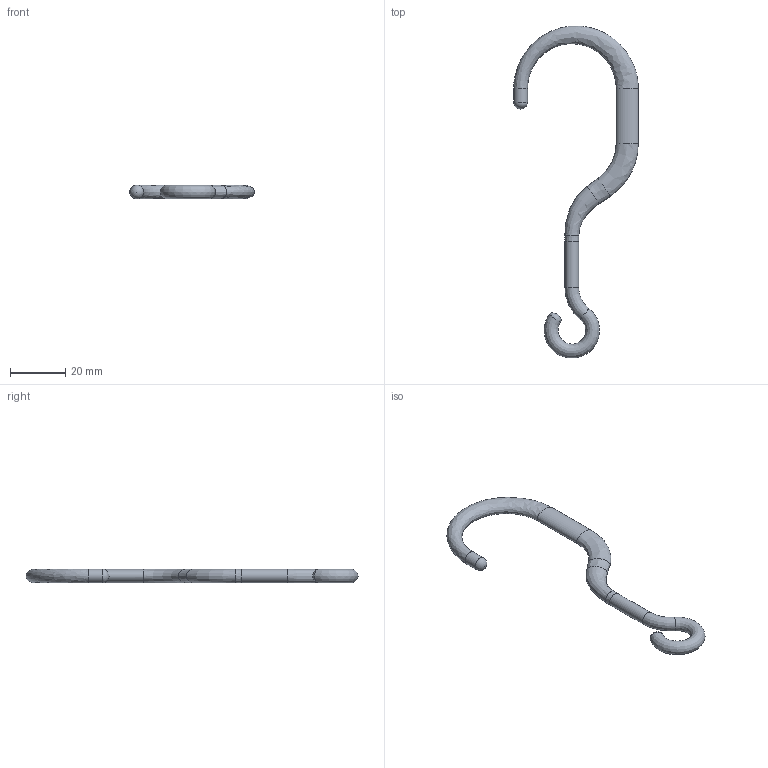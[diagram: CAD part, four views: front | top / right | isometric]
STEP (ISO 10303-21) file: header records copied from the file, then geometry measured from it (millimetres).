
FILE_DESCRIPTION(/* description */ (''),/* implementation_level */ '2;1');
FILE_NAME(/* name */ 'eb45bf60-ec20-49c8-a1dc-5d2dd0c26d54.zip.stp',/* time_stamp */ '2020-01-17T10:34:04+00:00',/* author */ (''),/* organization */ (''),/* preprocessor_version */ 'ST-DEVELOPER v18',/* originating_system */ 'Autodesk Translation Framework v8.12.0.6',/* authorisation */ '');
FILE_SCHEMA (('AUTOMOTIVE_DESIGN { 1 0 10303 214 3 1 1 }'));
Length unit declared in the file: millimetre
Products named in the file (1): Large Hanger
Bounding box: 45 x 120 x 5 mm (x, y, z)
Volume: 4718.7 mm3; surface area: 3470 mm2
Topology: 1 solids, 1 shells, 12 faces, 32 edges, 19 vertices
Faces by surface type: bspline 9, cylinder 2, sphere 1
Full cylindrical faces by diameter (mm): 5 x2
Entity records: 984 total; most frequent: CARTESIAN_POINT 698, ORIENTED_EDGE 58, DIRECTION 49, EDGE_CURVE 29, AXIS2_PLACEMENT_3D 23, VERTEX_POINT 19, CIRCLE 13, FACE_OUTER_BOUND 12
